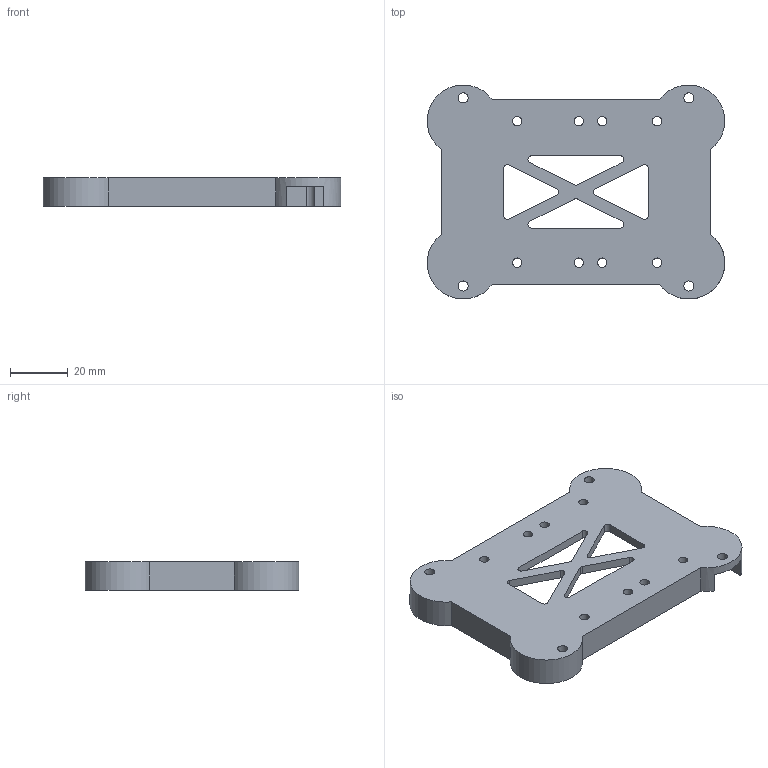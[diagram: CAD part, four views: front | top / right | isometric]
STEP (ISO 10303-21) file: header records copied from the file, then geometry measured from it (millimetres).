
FILE_DESCRIPTION(/* description */ (''),/* implementation_level */ '2;1');
FILE_NAME(/* name */ 'pi_cover_top.stp',/* time_stamp */ '2022-12-04T21:44:45+01:00',/* author */ ('nhma'),/* organization */ (''),/* preprocessor_version */ 'ST-DEVELOPER v19',/* originating_system */ 'Autodesk Inventor 2023',/* authorisation */ '');
FILE_SCHEMA (('AUTOMOTIVE_DESIGN { 1 0 10303 214 3 1 1 }'));
Length unit declared in the file: millimetre
Products named in the file (1): pi_cover
Bounding box: 103.15 x 74.14 x 10 mm (x, y, z)
Volume: 27917.2 mm3; surface area: 18998 mm2
Topology: 1 solids, 1 shells, 81 faces, 228 edges, 152 vertices
Faces by surface type: plane 39, cylinder 34, cone 8
Full cylindrical faces by diameter (mm): 3.25 x8, 3.5 x4, 6.5 x3
Entity records: 2769 total; most frequent: CARTESIAN_POINT 498, DIRECTION 476, ORIENTED_EDGE 456, EDGE_CURVE 228, AXIS2_PLACEMENT_3D 178, VERTEX_POINT 152, LINE 120, VECTOR 120
